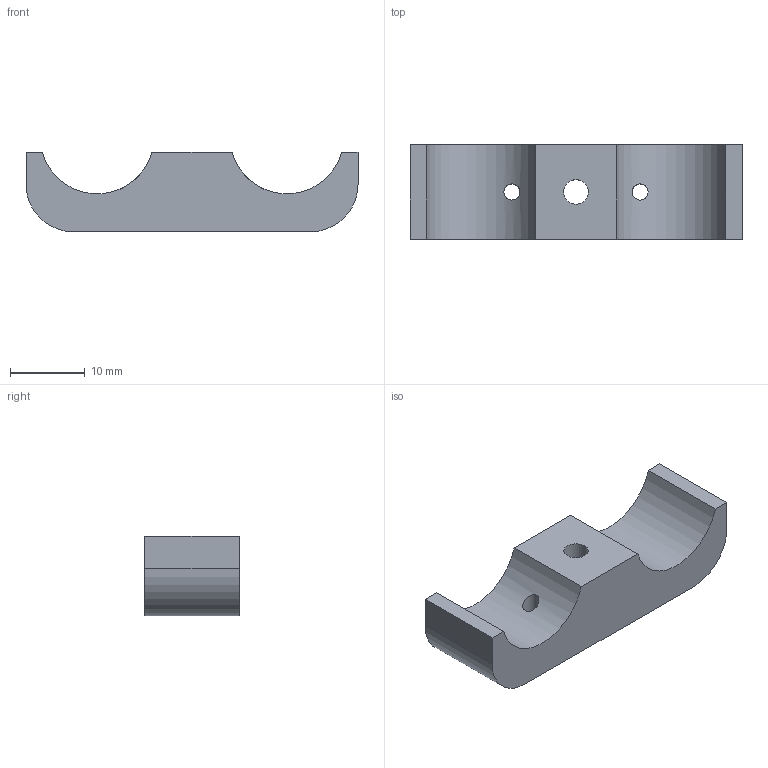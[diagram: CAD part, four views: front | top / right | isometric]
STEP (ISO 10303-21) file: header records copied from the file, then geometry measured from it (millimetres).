
FILE_DESCRIPTION(/* description */ (''),/* implementation_level */ '2;1');
FILE_NAME(/* name */ 'Air Speed Sensor Mount_GPS.stp',/* time_stamp */ '2020-09-29T13:25:14-04:00',/* author */ ('bhc'),/* organization */ (''),/* preprocessor_version */ 'ST-DEVELOPER v15.6',/* originating_system */ 'Autodesk Inventor 2015',/* authorisation */ '0 in^3');
FILE_SCHEMA (('AUTOMOTIVE_DESIGN { 1 0 10303 214 3 1 1 }'));
Length unit declared in the file: inch
Products named in the file (1): 1006614-002-0119 - Air Speed Sensor Mount_GPS
Bounding box: 44.45 x 12.7 x 10.67 mm (x, y, z)
Volume: 3936.8 mm3; surface area: 2352.5 mm2
Topology: 1 solids, 1 shells, 17 faces, 45 edges, 31 vertices
Faces by surface type: plane 9, cylinder 8
Full cylindrical faces by diameter (mm): 2.156 x2, 3.264 x1, 10.084 x1
Entity records: 597 total; most frequent: CARTESIAN_POINT 150, DIRECTION 86, ORIENTED_EDGE 76, EDGE_CURVE 38, AXIS2_PLACEMENT_3D 32, EDGE_LOOP 28, VERTEX_POINT 28, LINE 22
